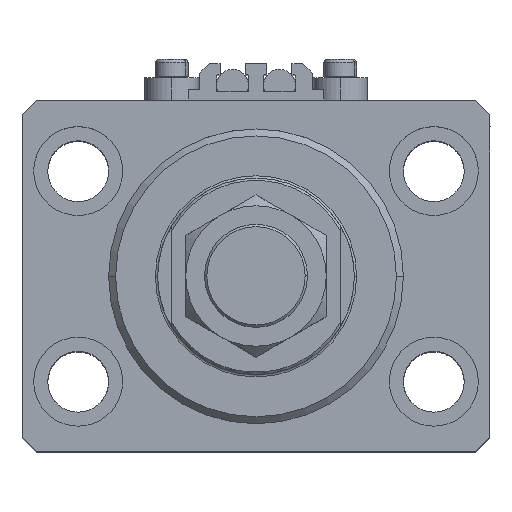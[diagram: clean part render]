
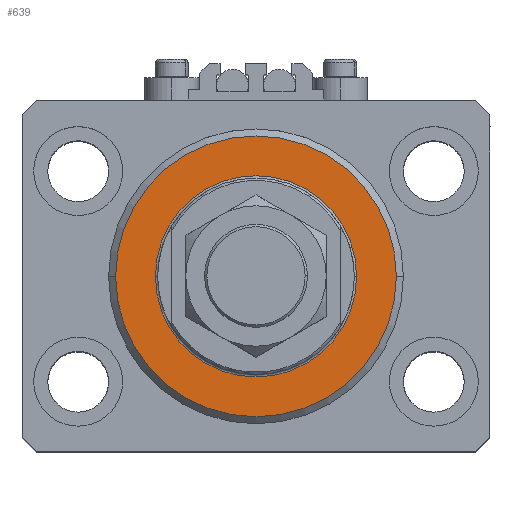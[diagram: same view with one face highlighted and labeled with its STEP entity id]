
A CAD part, top view. The second image highlights one B-rep face of the part: STEP entity #639.
In plain terms, the highlighted face is planar.
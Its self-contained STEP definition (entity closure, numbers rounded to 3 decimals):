
#450 = DIRECTION ( 'NONE',  ( 1., 0., 0. ) ) ;
#610 = CIRCLE ( 'NONE', #29201, 21.5 ) ;
#639 = ADVANCED_FACE ( 'NONE', ( #35533, #4791 ), #42990, .F. ) ;
#1754 = CIRCLE ( 'NONE', #30403, 30. ) ;
#4501 = DIRECTION ( 'NONE',  ( 1., 0., 0. ) ) ;
#4791 = FACE_OUTER_BOUND ( 'NONE', #30754, .T. ) ;
#6294 = CARTESIAN_POINT ( 'NONE',  ( -21.5, 0., 0. ) ) ;
#6961 = AXIS2_PLACEMENT_3D ( 'NONE', #9151, #42093, #21433 ) ;
#7403 = DIRECTION ( 'NONE',  ( 0., 0., 1. ) ) ;
#8203 = CIRCLE ( 'NONE', #15576, 30. ) ;
#8408 = DIRECTION ( 'NONE',  ( 1., 0., 0. ) ) ;
#8898 = CARTESIAN_POINT ( 'NONE',  ( 0., 0., 0. ) ) ;
#9151 = CARTESIAN_POINT ( 'NONE',  ( 0., 0., 0. ) ) ;
#9528 = ORIENTED_EDGE ( 'NONE', *, *, #31469, .T. ) ;
#10774 = EDGE_CURVE ( 'NONE', #25008, #19529, #47893, .T. ) ;
#12939 = EDGE_CURVE ( 'NONE', #19529, #25008, #610, .T. ) ;
#13368 = VERTEX_POINT ( 'NONE', #38709 ) ;
#15576 = AXIS2_PLACEMENT_3D ( 'NONE', #44713, #23994, #4501 ) ;
#19346 = CARTESIAN_POINT ( 'NONE',  ( 21.5, 0., 0. ) ) ;
#19529 = VERTEX_POINT ( 'NONE', #6294 ) ;
#20770 = VERTEX_POINT ( 'NONE', #27126 ) ;
#21433 = DIRECTION ( 'NONE',  ( 1., 0., 0. ) ) ;
#23994 = DIRECTION ( 'NONE',  ( 0., 0., -1. ) ) ;
#24434 = ORIENTED_EDGE ( 'NONE', *, *, #34751, .T. ) ;
#24857 = DIRECTION ( 'NONE',  ( 0., 0., -1. ) ) ;
#25008 = VERTEX_POINT ( 'NONE', #19346 ) ;
#25143 = ORIENTED_EDGE ( 'NONE', *, *, #12939, .T. ) ;
#27126 = CARTESIAN_POINT ( 'NONE',  ( 30., 0., 0. ) ) ;
#27207 = EDGE_LOOP ( 'NONE', ( #27825, #25143 ) ) ;
#27385 = CARTESIAN_POINT ( 'NONE',  ( 0., 0., 0. ) ) ;
#27825 = ORIENTED_EDGE ( 'NONE', *, *, #10774, .T. ) ;
#29201 = AXIS2_PLACEMENT_3D ( 'NONE', #27385, #7403, #8408 ) ;
#29439 = CARTESIAN_POINT ( 'NONE',  ( 0., 0., 0. ) ) ;
#30403 = AXIS2_PLACEMENT_3D ( 'NONE', #29439, #24857, #40948 ) ;
#30754 = EDGE_LOOP ( 'NONE', ( #24434, #9528 ) ) ;
#31469 = EDGE_CURVE ( 'NONE', #13368, #20770, #8203, .T. ) ;
#34751 = EDGE_CURVE ( 'NONE', #20770, #13368, #1754, .T. ) ;
#35533 = FACE_BOUND ( 'NONE', #27207, .T. ) ;
#35776 = DIRECTION ( 'NONE',  ( 0., 0., 1. ) ) ;
#38709 = CARTESIAN_POINT ( 'NONE',  ( -30., 0., 0. ) ) ;
#40948 = DIRECTION ( 'NONE',  ( 1., 0., 0. ) ) ;
#42093 = DIRECTION ( 'NONE',  ( 0., 0., 1. ) ) ;
#42990 = PLANE ( 'NONE',  #48445 ) ;
#44713 = CARTESIAN_POINT ( 'NONE',  ( 0., 0., 0. ) ) ;
#47893 = CIRCLE ( 'NONE', #6961, 21.5 ) ;
#48445 = AXIS2_PLACEMENT_3D ( 'NONE', #8898, #35776, #450 ) ;
